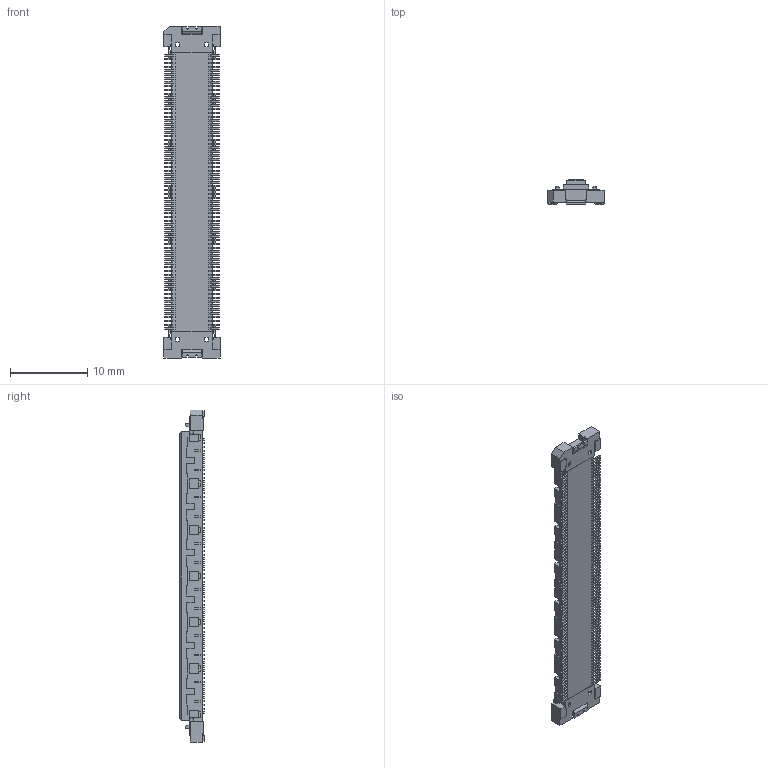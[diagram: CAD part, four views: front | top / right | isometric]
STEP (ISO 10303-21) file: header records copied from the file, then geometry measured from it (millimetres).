
FILE_DESCRIPTION(('CoCreate Modeling STEP Export'),'2;1');
FILE_NAME('FX10B-144S-SV.stp','2010-07-30T10:36:54',(''),(''),'CoCreate Modeling STEP processor for AP214 (Solid Model)','CoCreate Modeling 17.0 01-Apr-2010 (C) Parametric Technology GmbH','');
FILE_SCHEMA(('AUTOMOTIVE_DESIGN { 1 0 10303 214 1 1 1 1 }'));
Length unit declared in the file: millimetre
Products named in the file (1): FX10B-144S-SV
Bounding box: 7.3 x 3.2 x 43.1 mm (x, y, z)
Volume: 424.2 mm3; surface area: 1234.1 mm2
Topology: 1 solids, 1 shells, 1622 faces, 4303 edges, 2862 vertices
Faces by surface type: plane 1592, cylinder 30
Entity records: 48792 total; most frequent: CARTESIAN_POINT 8681, ORIENTED_EDGE 8606, DIRECTION 7437, EDGE_CURVE 4303, VECTOR 4201, LINE 4201, VERTEX_POINT 2862, EDGE_LOOP 1809
